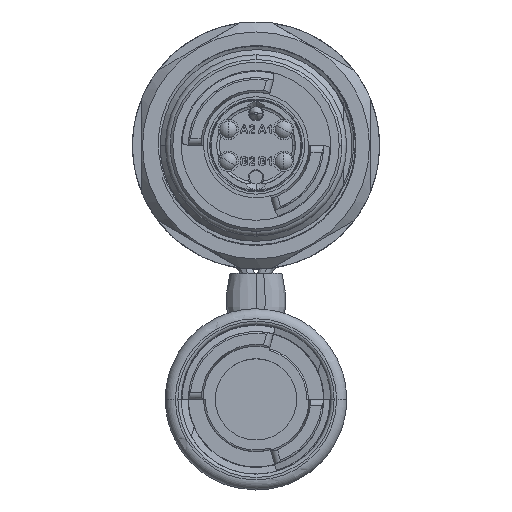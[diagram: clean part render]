
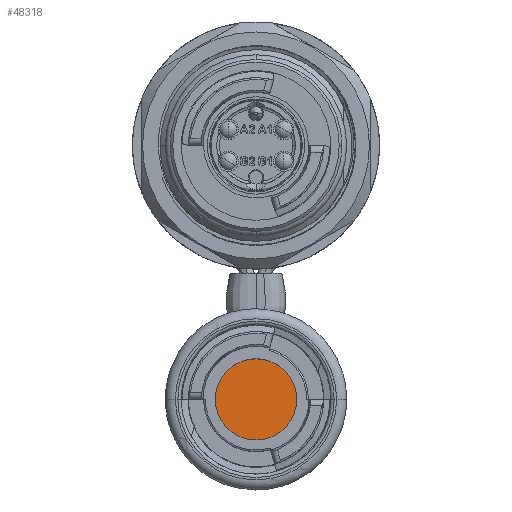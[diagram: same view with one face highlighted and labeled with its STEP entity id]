
A CAD part, top view. The second image highlights one B-rep face of the part: STEP entity #48318.
In plain terms, the highlighted planar face has unit normal (0, 0, 1).
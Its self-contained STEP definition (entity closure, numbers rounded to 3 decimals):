
#1674 = ORIENTED_EDGE ( 'NONE', *, *, #2906, .F. ) ;
#2906 = EDGE_CURVE ( 'NONE', #30009, #37167, #50910, .T. ) ;
#6726 = DIRECTION ( 'NONE',  ( 1., 0., 0. ) ) ;
#10607 = DIRECTION ( 'NONE',  ( 0., 0., -1. ) ) ;
#11457 = EDGE_CURVE ( 'NONE', #37167, #30009, #42975, .T. ) ;
#11907 = CARTESIAN_POINT ( 'NONE',  ( 6.05, -37.997, 94.5 ) ) ;
#13793 = ORIENTED_EDGE ( 'NONE', *, *, #11457, .F. ) ;
#21933 = DIRECTION ( 'NONE',  ( 0., 0., 1. ) ) ;
#29327 = EDGE_LOOP ( 'NONE', ( #1674, #13793 ) ) ;
#30009 = VERTEX_POINT ( 'NONE', #11907 ) ;
#30064 = DIRECTION ( 'NONE',  ( 1., 0., 0. ) ) ;
#30343 = DIRECTION ( 'NONE',  ( 0., 0., -1. ) ) ;
#30433 = AXIS2_PLACEMENT_3D ( 'NONE', #49857, #30343, #6726 ) ;
#31153 = FACE_OUTER_BOUND ( 'NONE', #29327, .T. ) ;
#33198 = AXIS2_PLACEMENT_3D ( 'NONE', #46216, #21933, #41367 ) ;
#36740 = CARTESIAN_POINT ( 'NONE',  ( -6.05, -37.997, 94.5 ) ) ;
#37167 = VERTEX_POINT ( 'NONE', #36740 ) ;
#38897 = AXIS2_PLACEMENT_3D ( 'NONE', #40296, #10607, #30064 ) ;
#40169 = PLANE ( 'NONE',  #33198 ) ;
#40296 = CARTESIAN_POINT ( 'NONE',  ( 0., -37.997, 94.5 ) ) ;
#41367 = DIRECTION ( 'NONE',  ( 1., 0., 0. ) ) ;
#42975 = CIRCLE ( 'NONE', #38897, 6.05 ) ;
#46216 = CARTESIAN_POINT ( 'NONE',  ( 0., -37.997, 94.5 ) ) ;
#48318 = ADVANCED_FACE ( 'NONE', ( #31153 ), #40169, .T. ) ;
#49857 = CARTESIAN_POINT ( 'NONE',  ( 0., -37.997, 94.5 ) ) ;
#50910 = CIRCLE ( 'NONE', #30433, 6.05 ) ;
